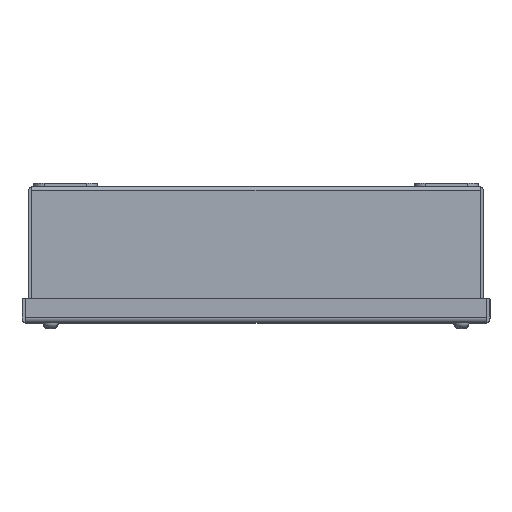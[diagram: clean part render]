
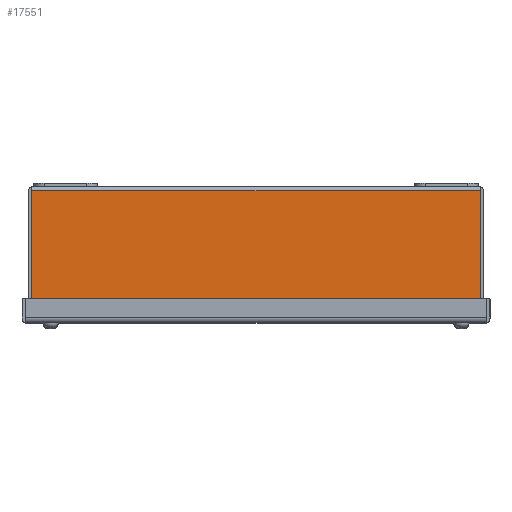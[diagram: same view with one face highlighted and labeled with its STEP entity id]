
A CAD part, top view. The second image highlights one B-rep face of the part: STEP entity #17551.
In plain terms, the highlighted planar face has unit normal (0, 0, 1).
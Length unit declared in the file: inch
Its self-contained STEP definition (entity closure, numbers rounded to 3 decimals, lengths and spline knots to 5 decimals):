
#848 = VERTEX_POINT ( 'NONE', #25316 ) ;
#1553 = EDGE_CURVE ( 'NONE', #19615, #7794, #22041, .T. ) ;
#4031 = CARTESIAN_POINT ( 'NONE',  ( -5.267, -0.108, 5.875 ) ) ;
#4770 = VECTOR ( 'NONE', #21558, 39.37008 ) ;
#4781 = ORIENTED_EDGE ( 'NONE', *, *, #9657, .F. ) ;
#5276 = LINE ( 'NONE', #28581, #27366 ) ;
#5794 = VECTOR ( 'NONE', #27014, 39.37008 ) ;
#5997 = VERTEX_POINT ( 'NONE', #24628 ) ;
#7708 = DIRECTION ( 'NONE',  ( 0., -1., 0. ) ) ;
#7794 = VERTEX_POINT ( 'NONE', #16741 ) ;
#7911 = DIRECTION ( 'NONE',  ( 0., 0., -1. ) ) ;
#8416 = LINE ( 'NONE', #8865, #5794 ) ;
#8587 = VECTOR ( 'NONE', #12868, 39.37008 ) ;
#8865 = CARTESIAN_POINT ( 'NONE',  ( -5.30221, 39.37008, 5.875 ) ) ;
#9657 = EDGE_CURVE ( 'NONE', #5997, #848, #9947, .T. ) ;
#9947 = LINE ( 'NONE', #14826, #4770 ) ;
#11724 = ORIENTED_EDGE ( 'NONE', *, *, #24987, .F. ) ;
#12868 = DIRECTION ( 'NONE',  ( 1., 0., 0. ) ) ;
#13443 = CARTESIAN_POINT ( 'NONE',  ( -5.30221, -0.108, 5.875 ) ) ;
#14826 = CARTESIAN_POINT ( 'NONE',  ( 37.031, -2.892, 5.875 ) ) ;
#16741 = CARTESIAN_POINT ( 'NONE',  ( 5.30221, -0.108, 5.875 ) ) ;
#17071 = FACE_OUTER_BOUND ( 'NONE', #26606, .T. ) ;
#17214 = CARTESIAN_POINT ( 'NONE',  ( 37.031, 0., 5.875 ) ) ;
#17551 = ADVANCED_FACE ( 'NONE', ( #17071 ), #24068, .F. ) ;
#18917 = DIRECTION ( 'NONE',  ( -1., 0., 0. ) ) ;
#19615 = VERTEX_POINT ( 'NONE', #13443 ) ;
#20082 = ORIENTED_EDGE ( 'NONE', *, *, #20669, .T. ) ;
#20178 = AXIS2_PLACEMENT_3D ( 'NONE', #17214, #7911, #18917 ) ;
#20669 = EDGE_CURVE ( 'NONE', #19615, #848, #8416, .T. ) ;
#21558 = DIRECTION ( 'NONE',  ( -1., 0., 0. ) ) ;
#22041 = LINE ( 'NONE', #4031, #8587 ) ;
#24068 = PLANE ( 'NONE',  #20178 ) ;
#24628 = CARTESIAN_POINT ( 'NONE',  ( 5.30221, -2.892, 5.875 ) ) ;
#24987 = EDGE_CURVE ( 'NONE', #7794, #5997, #5276, .T. ) ;
#25316 = CARTESIAN_POINT ( 'NONE',  ( -5.30221, -2.892, 5.875 ) ) ;
#26606 = EDGE_LOOP ( 'NONE', ( #4781, #11724, #29081, #20082 ) ) ;
#27014 = DIRECTION ( 'NONE',  ( 0., -1., 0. ) ) ;
#27366 = VECTOR ( 'NONE', #7708, 39.37008 ) ;
#28581 = CARTESIAN_POINT ( 'NONE',  ( 5.30221, 39.37008, 5.875 ) ) ;
#29081 = ORIENTED_EDGE ( 'NONE', *, *, #1553, .F. ) ;
